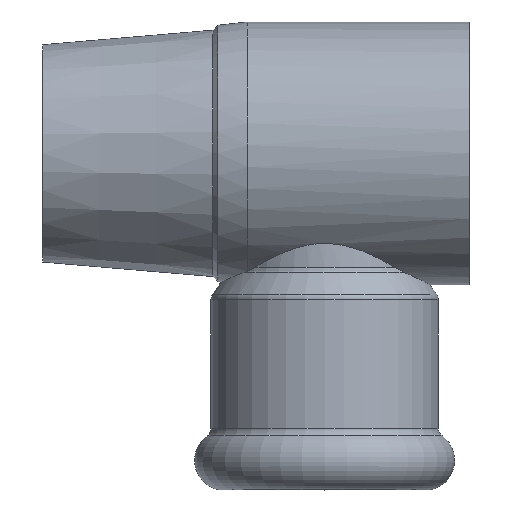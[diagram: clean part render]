
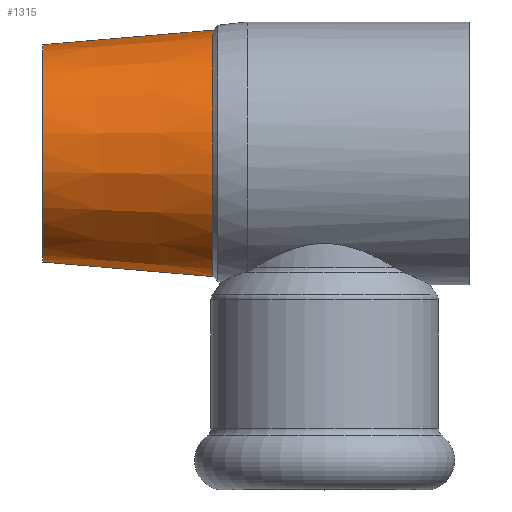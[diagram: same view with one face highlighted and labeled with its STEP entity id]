
A CAD part, top view. The second image highlights one B-rep face of the part: STEP entity #1315.
In plain terms, the highlighted conical face has half-angle 4.869 degrees and reference radius 13.545 mm.
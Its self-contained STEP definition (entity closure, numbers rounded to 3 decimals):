
#3 = CARTESIAN_POINT ( 'NONE',  ( -31., 11.95, 0. ) ) ;
#17 = CIRCLE ( 'NONE', #1110, 11.95 ) ;
#62 = VECTOR ( 'NONE', #969, 1000. ) ;
#75 = DIRECTION ( 'NONE',  ( 0.996, 0.085, 0. ) ) ;
#82 = LINE ( 'NONE', #465, #122 ) ;
#122 = VECTOR ( 'NONE', #75, 1000. ) ;
#173 = EDGE_CURVE ( 'NONE', #1081, #205, #17, .T. ) ;
#205 = VERTEX_POINT ( 'NONE', #855 ) ;
#282 = DIRECTION ( 'NONE',  ( 1., 0., 0. ) ) ;
#364 = DIRECTION ( 'NONE',  ( 0., 1., 0. ) ) ;
#421 = DIRECTION ( 'NONE',  ( 0., 1., 0. ) ) ;
#457 = CARTESIAN_POINT ( 'NONE',  ( -31., 0., 0. ) ) ;
#465 = CARTESIAN_POINT ( 'NONE',  ( -12.279, 13.545, 0. ) ) ;
#470 = CARTESIAN_POINT ( 'NONE',  ( -12.279, -13.545, 0. ) ) ;
#474 = EDGE_CURVE ( 'NONE', #1081, #1227, #82, .T. ) ;
#487 = DIRECTION ( 'NONE',  ( 1., 0., 0. ) ) ;
#591 = CARTESIAN_POINT ( 'NONE',  ( -12.279, 13.545, 0. ) ) ;
#607 = ORIENTED_EDGE ( 'NONE', *, *, #1397, .T. ) ;
#614 = DIRECTION ( 'NONE',  ( 0., 1., 0. ) ) ;
#666 = CARTESIAN_POINT ( 'NONE',  ( -12.279, -13.545, 0. ) ) ;
#676 = CARTESIAN_POINT ( 'NONE',  ( -12.279, 0., 0. ) ) ;
#695 = FACE_OUTER_BOUND ( 'NONE', #1777, .T. ) ;
#816 = LINE ( 'NONE', #666, #62 ) ;
#855 = CARTESIAN_POINT ( 'NONE',  ( -31., -11.95, 0. ) ) ;
#857 = VERTEX_POINT ( 'NONE', #470 ) ;
#908 = EDGE_CURVE ( 'NONE', #1227, #857, #1228, .T. ) ;
#969 = DIRECTION ( 'NONE',  ( 0.996, -0.085, 0. ) ) ;
#1012 = DIRECTION ( 'NONE',  ( 1., 0., 0. ) ) ;
#1079 = AXIS2_PLACEMENT_3D ( 'NONE', #1608, #487, #364 ) ;
#1081 = VERTEX_POINT ( 'NONE', #3 ) ;
#1088 = ORIENTED_EDGE ( 'NONE', *, *, #474, .F. ) ;
#1110 = AXIS2_PLACEMENT_3D ( 'NONE', #457, #1012, #614 ) ;
#1227 = VERTEX_POINT ( 'NONE', #591 ) ;
#1228 = CIRCLE ( 'NONE', #1079, 13.545 ) ;
#1260 = ORIENTED_EDGE ( 'NONE', *, *, #908, .F. ) ;
#1315 = ADVANCED_FACE ( 'NONE', ( #695 ), #1650, .T. ) ;
#1397 = EDGE_CURVE ( 'NONE', #205, #857, #816, .T. ) ;
#1585 = ORIENTED_EDGE ( 'NONE', *, *, #173, .T. ) ;
#1608 = CARTESIAN_POINT ( 'NONE',  ( -12.279, 0., 0. ) ) ;
#1650 = CONICAL_SURFACE ( 'NONE', #1752, 13.545, 0.085 ) ;
#1752 = AXIS2_PLACEMENT_3D ( 'NONE', #676, #282, #421 ) ;
#1777 = EDGE_LOOP ( 'NONE', ( #1585, #607, #1260, #1088 ) ) ;
